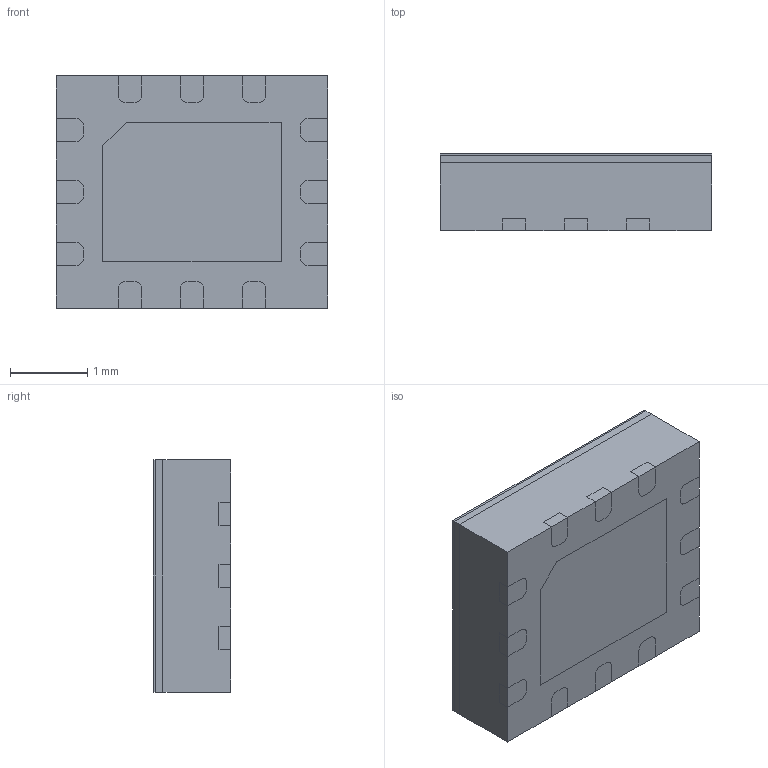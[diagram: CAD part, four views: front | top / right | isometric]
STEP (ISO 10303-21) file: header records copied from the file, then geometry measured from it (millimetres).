
FILE_DESCRIPTION (( 'STEP AP214' ), '1' );
FILE_NAME ('134889-00_Datenblatt STC3x.step', '2020-11-09T11:15:01', ( '' ), ( '' ), 'SwSTEP 2.0', 'SolidWorks 2019', '' );
FILE_SCHEMA (( 'AUTOMOTIVE_DESIGN' ));
Length unit declared in the file: millimetre
Products named in the file (2): 134748; 134889-00_Datenblatt STC3x
Assembly tree (1 placements, depth 2):
  134889-00_Datenblatt STC3x
    134748
Bounding box: 3.5 x 1 x 3 mm (x, y, z)
Volume: 10.5 mm3; surface area: 91.6 mm2
Topology: 16 solids, 16 shells, 371 faces, 980 edges, 654 vertices
Faces by surface type: plane 262, bspline 61, cylinder 48
Entity records: 17006 total; most frequent: CARTESIAN_POINT 4982, ORIENTED_EDGE 1960, DIRECTION 1580, EDGE_CURVE 980, VECTOR 760, LINE 760, VERTEX_POINT 654, AXIS2_PLACEMENT_3D 410
